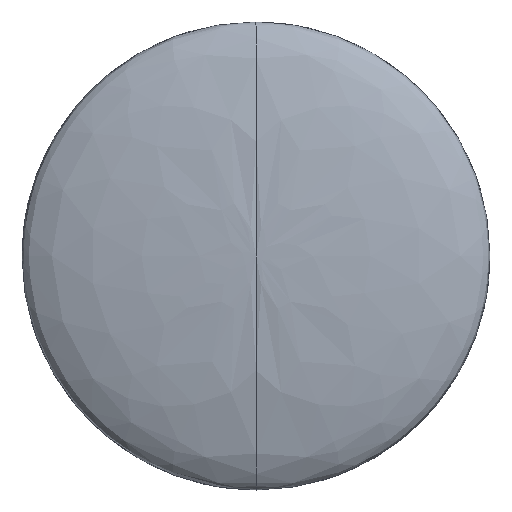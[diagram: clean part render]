
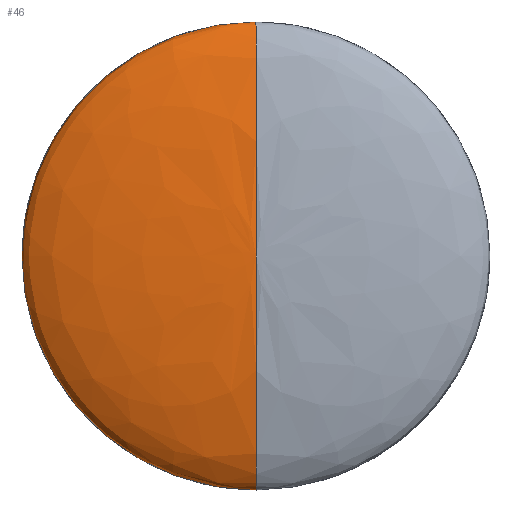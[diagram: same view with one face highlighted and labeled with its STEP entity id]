
A CAD part, left-side view. The second image highlights one B-rep face of the part: STEP entity #46.
In plain terms, the highlighted free-form (B-spline) face has degree [3, 3] with [4, 4] control points.
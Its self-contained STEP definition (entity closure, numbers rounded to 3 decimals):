
#17 = VERTEX_POINT ( 'NONE', #41 ) ;
#25 = ORIENTED_EDGE ( 'NONE', *, *, #26, .F. ) ;
#26 = EDGE_CURVE ( 'NONE', #17, #27, #97, .T. ) ;
#27 = VERTEX_POINT ( 'NONE', #101 ) ;
#31 = EDGE_LOOP ( 'NONE', ( #25, #45, #61 ) ) ;
#41 = CARTESIAN_POINT ( 'NONE',  ( -1.55, 0., 0. ) ) ;
#45 = ORIENTED_EDGE ( 'NONE', *, *, #59, .T. ) ;
#46 = ADVANCED_FACE ( 'NONE', ( #237 ), #272, .T. ) ;
#47 = EDGE_CURVE ( 'NONE', #27, #60, #223, .T. ) ;
#59 = EDGE_CURVE ( 'NONE', #17, #60, #315, .T. ) ;
#60 = VERTEX_POINT ( 'NONE', #314 ) ;
#61 = ORIENTED_EDGE ( 'NONE', *, *, #47, .F. ) ;
#97 =( BOUNDED_CURVE ( )  B_SPLINE_CURVE ( 3, ( #133, #132, #131, #98 ),
 .UNSPECIFIED., .F., .F. ) 
 B_SPLINE_CURVE_WITH_KNOTS ( ( 4, 4 ),
 ( 4.712, 6.283 ),
 .UNSPECIFIED. ) 
 CURVE ( )  GEOMETRIC_REPRESENTATION_ITEM ( )  RATIONAL_B_SPLINE_CURVE ( ( 1., 0.805, 0.805, 1. ) ) 
 REPRESENTATION_ITEM ( '' )  );
#98 = CARTESIAN_POINT ( 'NONE',  ( -0.05, 0., -8. ) ) ;
#101 = CARTESIAN_POINT ( 'NONE',  ( -0.05, 0., -8. ) ) ;
#131 = CARTESIAN_POINT ( 'NONE',  ( -0.929, 0., -8. ) ) ;
#132 = CARTESIAN_POINT ( 'NONE',  ( -1.55, 0., -4.686 ) ) ;
#133 = CARTESIAN_POINT ( 'NONE',  ( -1.55, 0., 0. ) ) ;
#211 = CARTESIAN_POINT ( 'NONE',  ( -0.05, 0., -8. ) ) ;
#212 = CARTESIAN_POINT ( 'NONE',  ( -0.05, 16., -8. ) ) ;
#213 = CARTESIAN_POINT ( 'NONE',  ( -0.05, 16., 8. ) ) ;
#214 = CARTESIAN_POINT ( 'NONE',  ( -0.05, 0., 8. ) ) ;
#215 = CARTESIAN_POINT ( 'NONE',  ( -0.929, 0., -8. ) ) ;
#216 = CARTESIAN_POINT ( 'NONE',  ( -0.929, 16., -8. ) ) ;
#220 = DIRECTION ( 'NONE',  ( 0., 0., -1. ) ) ;
#221 = DIRECTION ( 'NONE',  ( 1., 0., 0. ) ) ;
#222 = AXIS2_PLACEMENT_3D ( 'NONE', #292, #221, #220 ) ;
#223 = CIRCLE ( 'NONE', #222, 8. ) ;
#237 = FACE_OUTER_BOUND ( 'NONE', #31, .T. ) ;
#266 = CARTESIAN_POINT ( 'NONE',  ( -0.929, 16., 8. ) ) ;
#267 = CARTESIAN_POINT ( 'NONE',  ( -0.929, 0., 8. ) ) ;
#268 = CARTESIAN_POINT ( 'NONE',  ( -1.55, 0., -4.686 ) ) ;
#269 = CARTESIAN_POINT ( 'NONE',  ( -1.55, 9.373, -4.686 ) ) ;
#270 = CARTESIAN_POINT ( 'NONE',  ( -1.55, 9.373, 4.686 ) ) ;
#272 =( BOUNDED_SURFACE ( )  B_SPLINE_SURFACE ( 3, 3, ( 
 ( #282, #287, #286, #285 ),
 ( #284, #270, #269, #268 ),
 ( #267, #266, #216, #215 ),
 ( #214, #213, #212, #211 ) ),
 .UNSPECIFIED., .F., .F., .F. ) 
 B_SPLINE_SURFACE_WITH_KNOTS ( ( 4, 4 ),
 ( 4, 4 ),
 ( 0., 1. ),
 ( 0., 1. ),
 .UNSPECIFIED. ) 
 GEOMETRIC_REPRESENTATION_ITEM ( )  RATIONAL_B_SPLINE_SURFACE ( (
 ( 1., 0.333, 0.333, 1.),
 ( 0.805, 0.268, 0.268, 0.805),
 ( 0.805, 0.268, 0.268, 0.805),
 ( 1., 0.333, 0.333, 1.) ) ) 
 REPRESENTATION_ITEM ( '' )  SURFACE ( )  );
#282 = CARTESIAN_POINT ( 'NONE',  ( -1.55, 0., 0. ) ) ;
#284 = CARTESIAN_POINT ( 'NONE',  ( -1.55, 0., 4.686 ) ) ;
#285 = CARTESIAN_POINT ( 'NONE',  ( -1.55, 0., 0. ) ) ;
#286 = CARTESIAN_POINT ( 'NONE',  ( -1.55, 0., 0. ) ) ;
#287 = CARTESIAN_POINT ( 'NONE',  ( -1.55, 0., 0. ) ) ;
#292 = CARTESIAN_POINT ( 'NONE',  ( -0.05, 0., 0. ) ) ;
#303 = CARTESIAN_POINT ( 'NONE',  ( -1.55, 0., 4.686 ) ) ;
#304 = CARTESIAN_POINT ( 'NONE',  ( -1.55, 0., 0. ) ) ;
#314 = CARTESIAN_POINT ( 'NONE',  ( -0.05, 0., 8. ) ) ;
#315 =( BOUNDED_CURVE ( )  B_SPLINE_CURVE ( 3, ( #304, #303, #348, #347 ),
 .UNSPECIFIED., .F., .T. ) 
 B_SPLINE_CURVE_WITH_KNOTS ( ( 4, 4 ),
 ( 4.712, 6.283 ),
 .UNSPECIFIED. ) 
 CURVE ( )  GEOMETRIC_REPRESENTATION_ITEM ( )  RATIONAL_B_SPLINE_CURVE ( ( 1., 0.805, 0.805, 1. ) ) 
 REPRESENTATION_ITEM ( '' )  );
#347 = CARTESIAN_POINT ( 'NONE',  ( -0.05, 0., 8. ) ) ;
#348 = CARTESIAN_POINT ( 'NONE',  ( -0.929, 0., 8. ) ) ;
